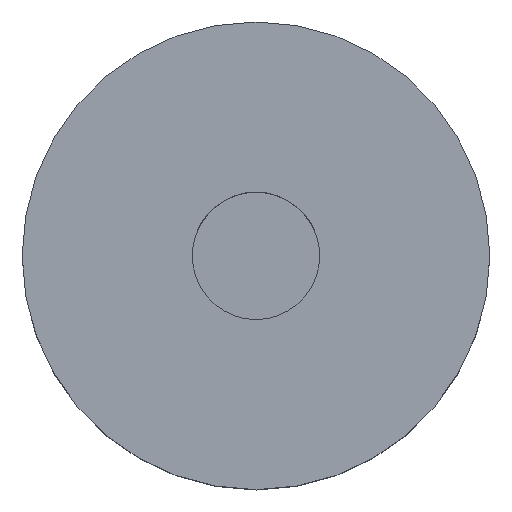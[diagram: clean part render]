
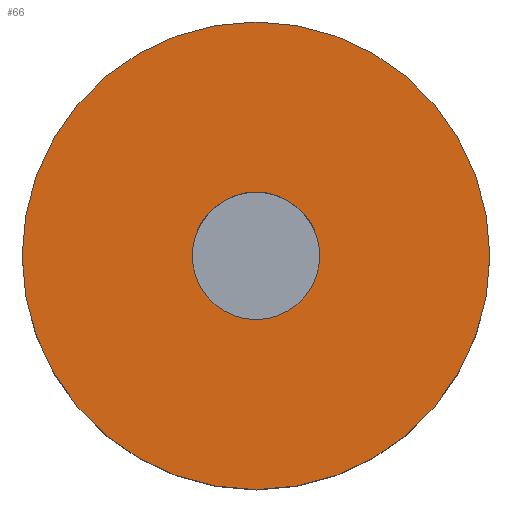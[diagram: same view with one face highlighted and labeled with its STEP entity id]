
A CAD part, top view. The second image highlights one B-rep face of the part: STEP entity #66.
In plain terms, the highlighted planar face has unit normal (0, 0, 1).
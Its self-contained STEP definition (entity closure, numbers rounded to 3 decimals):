
#15=FACE_BOUND('',#29,.T.);
#18=PLANE('',#89);
#23=FACE_OUTER_BOUND('',#28,.T.);
#28=EDGE_LOOP('',(#58));
#29=EDGE_LOOP('',(#59));
#35=CIRCLE('',#83,0.9);
#37=CIRCLE('',#88,3.3);
#39=VERTEX_POINT('',#116);
#41=VERTEX_POINT('',#124);
#44=EDGE_CURVE('',#39,#39,#35,.T.);
#46=EDGE_CURVE('',#41,#41,#37,.T.);
#58=ORIENTED_EDGE('',*,*,#46,.T.);
#59=ORIENTED_EDGE('',*,*,#44,.T.);
#66=ADVANCED_FACE('',(#23,#15),#18,.T.);
#83=AXIS2_PLACEMENT_3D('',#118,#97,#98);
#88=AXIS2_PLACEMENT_3D('',#125,#107,#108);
#89=AXIS2_PLACEMENT_3D('',#127,#110,#111);
#97=DIRECTION('center_axis',(0.,0.,-1.));
#98=DIRECTION('ref_axis',(1.,0.,0.));
#107=DIRECTION('center_axis',(0.,0.,1.));
#108=DIRECTION('ref_axis',(1.,0.,0.));
#110=DIRECTION('center_axis',(0.,0.,1.));
#111=DIRECTION('ref_axis',(1.,0.,0.));
#116=CARTESIAN_POINT('',(-0.9,0.,1.45));
#118=CARTESIAN_POINT('Origin',(0.,0.,1.45));
#124=CARTESIAN_POINT('',(-3.3,0.,1.45));
#125=CARTESIAN_POINT('Origin',(0.,0.,1.45));
#127=CARTESIAN_POINT('Origin',(0.,0.,1.45));
